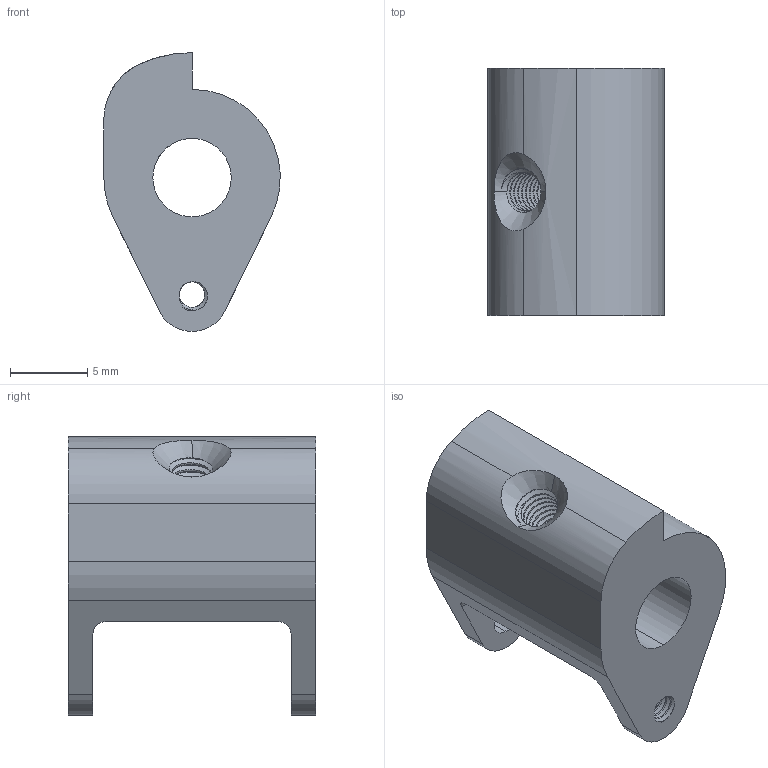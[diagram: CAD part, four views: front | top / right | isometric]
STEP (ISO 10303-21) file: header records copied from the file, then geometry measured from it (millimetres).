
FILE_DESCRIPTION (( 'STEP AP203' ), '1' );
FILE_NAME ('Cam.STEP', '2020-04-19T00:51:49', ( '' ), ( '' ), 'SwSTEP 2.0', 'SolidWorks 2018', '' );
FILE_SCHEMA (( 'CONFIG_CONTROL_DESIGN' ));
Length unit declared in the file: inch
Products named in the file (1): Cam
Bounding box: 11.42 x 16 x 18.05 mm (x, y, z)
Volume: 1470 mm3; surface area: 1302.8 mm2
Topology: 1 solids, 1 shells, 64 faces, 190 edges, 126 vertices
Faces by surface type: cylinder 42, bspline 11, plane 9, cone 2
Entity records: 7920 total; most frequent: CARTESIAN_POINT 6362, ORIENTED_EDGE 380, DIRECTION 226, EDGE_CURVE 190, VERTEX_POINT 126, AXIS2_PLACEMENT_3D 81, EDGE_LOOP 70, LINE 64
